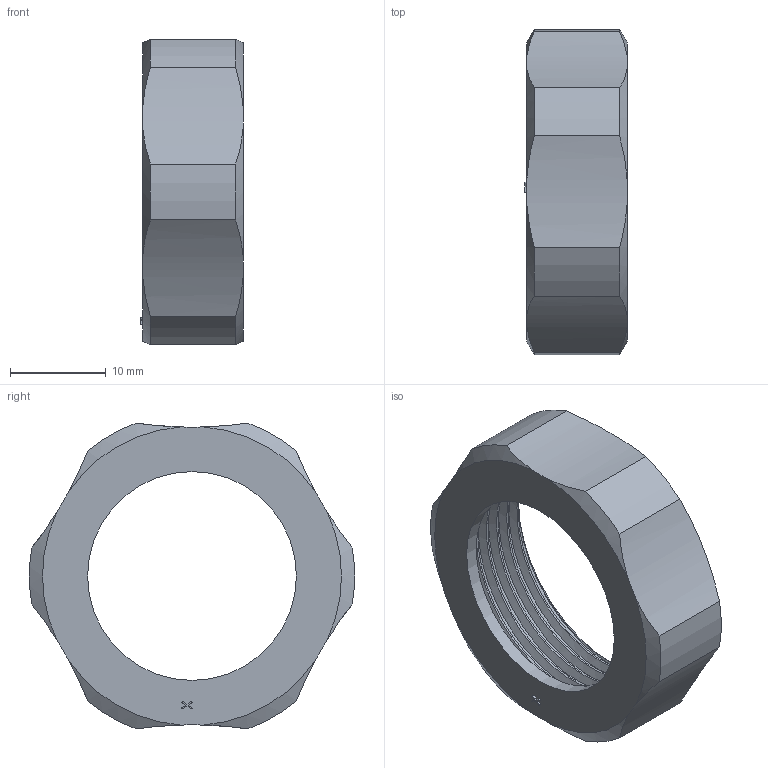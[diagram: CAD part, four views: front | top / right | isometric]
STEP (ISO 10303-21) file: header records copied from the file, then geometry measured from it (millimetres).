
FILE_DESCRIPTION(/* description */ (''),/* implementation_level */ '2;1');
FILE_NAME(/* name */ '',/* time_stamp */ '2016-11-14T11:09:17+01:00',/* author */ (''),/* organization */ ('Franz Binder GmbH & Co.'),/* preprocessor_version */ 'ST-DEVELOPER v14',/* originating_system */ 'SIEMENS PLM Software NX 8.0',/* authorisation */ '');
FILE_SCHEMA (('AUTOMOTIVE_DESIGN { 1 0 10303 214 3 1 1 1 }'));
Length unit declared in the file: millimetre
Products named in the file (1): sgro1124802Cmmap
Bounding box: 10.7 x 33.94 x 31.93 mm (x, y, z)
Volume: 3282.4 mm3; surface area: 3135.5 mm2
Topology: 1 solids, 1 shells, 51 faces, 141 edges, 94 vertices
Faces by surface type: cylinder 15, plane 13, cone 13, extrusion 7, bspline 3
Full cylindrical faces by diameter (mm): 21.8 x1
Entity records: 3520 total; most frequent: CARTESIAN_POINT 2290, ORIENTED_EDGE 276, DIRECTION 205, EDGE_CURVE 138, VERTEX_POINT 93, AXIS2_PLACEMENT_3D 84, B_SPLINE_CURVE_WITH_KNOTS 73, EDGE_LOOP 57
